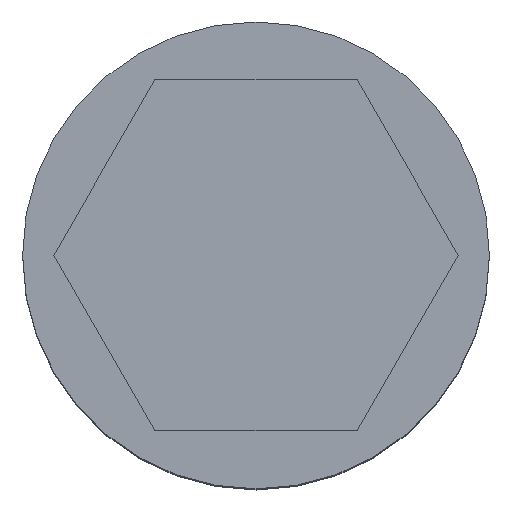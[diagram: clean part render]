
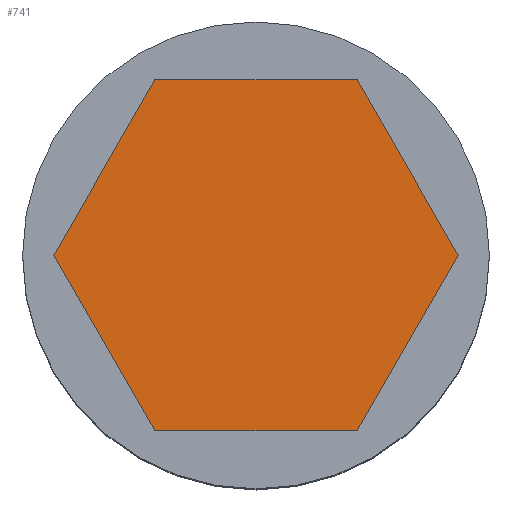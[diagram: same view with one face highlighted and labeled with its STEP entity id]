
A CAD part, top view. The second image highlights one B-rep face of the part: STEP entity #741.
In plain terms, the highlighted planar face has unit normal (0, 0, 1).
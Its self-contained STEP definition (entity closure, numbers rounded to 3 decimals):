
#557=CARTESIAN_POINT('',(-1.732,-3.,5.));
#558=VERTEX_POINT('',#557);
#565=CARTESIAN_POINT('',(-3.464,0.,5.));
#566=VERTEX_POINT('',#565);
#567=CARTESIAN_POINT('',(-1.732,-3.,5.));
#568=DIRECTION('',(-0.5,0.866,0.));
#569=VECTOR('',#568,3.464);
#570=LINE('',#567,#569);
#571=EDGE_CURVE('',#558,#566,#570,.T.);
#596=CARTESIAN_POINT('',(-1.732,3.,5.));
#597=VERTEX_POINT('',#596);
#598=CARTESIAN_POINT('',(-3.464,0.,5.));
#599=DIRECTION('',(0.5,0.866,0.));
#600=VECTOR('',#599,3.464);
#601=LINE('',#598,#600);
#602=EDGE_CURVE('',#566,#597,#601,.T.);
#627=CARTESIAN_POINT('',(1.732,3.,5.));
#628=VERTEX_POINT('',#627);
#629=CARTESIAN_POINT('',(-1.732,3.,5.));
#630=DIRECTION('',(1.,0.,0.));
#631=VECTOR('',#630,3.464);
#632=LINE('',#629,#631);
#633=EDGE_CURVE('',#597,#628,#632,.T.);
#658=CARTESIAN_POINT('',(3.464,0.,5.));
#659=VERTEX_POINT('',#658);
#660=CARTESIAN_POINT('',(1.732,3.,5.));
#661=DIRECTION('',(0.5,-0.866,0.));
#662=VECTOR('',#661,3.464);
#663=LINE('',#660,#662);
#664=EDGE_CURVE('',#628,#659,#663,.T.);
#689=CARTESIAN_POINT('',(1.732,-3.,5.));
#690=VERTEX_POINT('',#689);
#691=CARTESIAN_POINT('',(3.464,0.,5.));
#692=DIRECTION('',(-0.5,-0.866,0.));
#693=VECTOR('',#692,3.464);
#694=LINE('',#691,#693);
#695=EDGE_CURVE('',#659,#690,#694,.T.);
#718=CARTESIAN_POINT('',(1.732,-3.,5.));
#719=DIRECTION('',(-1.,0.,0.));
#720=VECTOR('',#719,3.464);
#721=LINE('',#718,#720);
#722=EDGE_CURVE('',#690,#558,#721,.T.);
#728=CARTESIAN_POINT('',(0.,0.,5.));
#729=DIRECTION('',(1.,0.,0.));
#730=DIRECTION('',(0.,0.,1.));
#731=AXIS2_PLACEMENT_3D('',#728,#730,#729);
#732=PLANE('',#731);
#733=ORIENTED_EDGE('',*,*,#722,.F.);
#734=ORIENTED_EDGE('',*,*,#695,.F.);
#735=ORIENTED_EDGE('',*,*,#664,.F.);
#736=ORIENTED_EDGE('',*,*,#633,.F.);
#737=ORIENTED_EDGE('',*,*,#602,.F.);
#738=ORIENTED_EDGE('',*,*,#571,.F.);
#739=EDGE_LOOP('',(#733,#734,#735,#736,#737,#738));
#740=FACE_OUTER_BOUND('',#739,.T.);
#741=ADVANCED_FACE('F10',(#740),#732,.T.);
